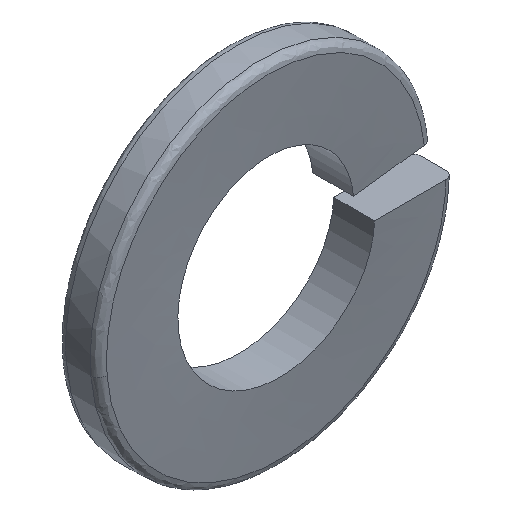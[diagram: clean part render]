
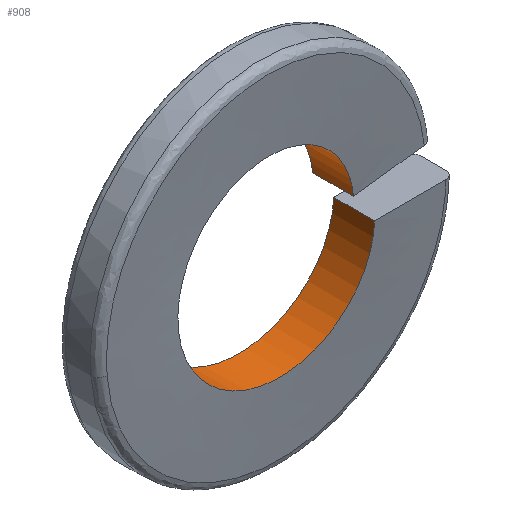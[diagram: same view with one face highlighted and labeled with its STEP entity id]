
A CAD part, isometric view. The second image highlights one B-rep face of the part: STEP entity #908.
In plain terms, the highlighted cylindrical face has radius 2.05 mm (diameter 4.1 mm), a partial arc.
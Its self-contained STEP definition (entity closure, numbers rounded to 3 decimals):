
#143=DIRECTION('',(0.,1.,0.));
#144=VECTOR('',#143,0.9);
#145=CARTESIAN_POINT('',(2.05,0.,0.));
#146=LINE('',#145,#144);
#190=CARTESIAN_POINT('',(2.05,0.9,0.));
#191=CARTESIAN_POINT('',(2.05,0.904,-0.108));
#192=CARTESIAN_POINT('',(2.033,0.912,
-0.324));
#193=CARTESIAN_POINT('',(1.957,0.923,
-0.64));
#194=CARTESIAN_POINT('',(1.832,0.935,
-0.939));
#195=CARTESIAN_POINT('',(1.661,0.946,-1.216));
#196=CARTESIAN_POINT('',(1.449,0.958,-1.462));
#197=CARTESIAN_POINT('',(1.201,0.969,-1.672));
#198=CARTESIAN_POINT('',(0.923,0.981,
-1.84));
#199=CARTESIAN_POINT('',(0.623,0.992,
-1.962));
#200=CARTESIAN_POINT('',(0.306,1.004,-2.036));
#201=CARTESIAN_POINT('',(-0.018,1.015,
-2.058));
#202=CARTESIAN_POINT('',(-0.341,1.027,
-2.03));
#203=CARTESIAN_POINT('',(-0.656,1.038,
-1.951));
#204=CARTESIAN_POINT('',(-0.955,1.05,-1.824));
#205=CARTESIAN_POINT('',(-1.23,1.062,-1.651));
#206=CARTESIAN_POINT('',(-1.474,1.073,-1.437));
#207=CARTESIAN_POINT('',(-1.682,1.085,-1.187));
#208=CARTESIAN_POINT('',(-1.848,1.096,
-0.907));
#209=CARTESIAN_POINT('',(-1.967,1.108,
-0.605));
#210=CARTESIAN_POINT('',(-2.038,1.119,
-0.288));
#211=CARTESIAN_POINT('',(-2.058,1.131,0.036));
#212=CARTESIAN_POINT('',(-2.027,1.142,0.359));
#213=CARTESIAN_POINT('',(-1.945,1.154,0.673));
#214=CARTESIAN_POINT('',(-1.815,1.165,0.971));
#215=CARTESIAN_POINT('',(-1.64,1.177,1.244));
#216=CARTESIAN_POINT('',(-1.424,1.188,1.487));
#217=CARTESIAN_POINT('',(-1.172,1.2,1.692));
#218=CARTESIAN_POINT('',(-0.891,1.212,1.856));
#219=CARTESIAN_POINT('',(-0.588,1.223,1.973));
#220=CARTESIAN_POINT('',(-0.271,1.235,2.041));
#221=CARTESIAN_POINT('',(0.054,1.246,2.058));
#222=CARTESIAN_POINT('',(0.377,1.258,2.024));
#223=CARTESIAN_POINT('',(0.69,1.269,1.939));
#224=CARTESIAN_POINT('',(0.987,1.281,1.807));
#225=CARTESIAN_POINT('',(1.259,1.292,1.629));
#226=CARTESIAN_POINT('',(1.499,1.304,1.411));
#227=CARTESIAN_POINT('',(1.702,1.315,1.157));
#228=CARTESIAN_POINT('',(1.863,1.327,0.875));
#229=CARTESIAN_POINT('',(1.978,1.338,0.571));
#230=CARTESIAN_POINT('',(2.021,1.346,0.359));
#231=CARTESIAN_POINT('',(2.034,1.35,0.252));
#271=CARTESIAN_POINT('',(2.05,0.,0.));
#272=CARTESIAN_POINT('',(2.05,0.004,-0.108));
#273=CARTESIAN_POINT('',(2.033,0.012,
-0.324));
#274=CARTESIAN_POINT('',(1.957,0.023,
-0.64));
#275=CARTESIAN_POINT('',(1.832,0.035,
-0.939));
#276=CARTESIAN_POINT('',(1.661,0.046,-1.216));
#277=CARTESIAN_POINT('',(1.449,0.058,-1.462));
#278=CARTESIAN_POINT('',(1.201,0.069,-1.672));
#279=CARTESIAN_POINT('',(0.923,0.081,
-1.84));
#280=CARTESIAN_POINT('',(0.623,0.092,
-1.962));
#281=CARTESIAN_POINT('',(0.306,0.104,
-2.036));
#282=CARTESIAN_POINT('',(-0.018,0.115,
-2.058));
#283=CARTESIAN_POINT('',(-0.341,0.127,
-2.03));
#284=CARTESIAN_POINT('',(-0.656,0.138,
-1.951));
#285=CARTESIAN_POINT('',(-0.955,0.15,-1.824));
#286=CARTESIAN_POINT('',(-1.23,0.162,
-1.651));
#287=CARTESIAN_POINT('',(-1.474,0.173,
-1.437));
#288=CARTESIAN_POINT('',(-1.682,0.185,
-1.187));
#289=CARTESIAN_POINT('',(-1.848,0.196,
-0.907));
#290=CARTESIAN_POINT('',(-1.967,0.208,
-0.605));
#291=CARTESIAN_POINT('',(-2.038,0.219,
-0.288));
#292=CARTESIAN_POINT('',(-2.058,0.231,
0.036));
#293=CARTESIAN_POINT('',(-2.027,0.242,
0.359));
#294=CARTESIAN_POINT('',(-1.945,0.254,
0.673));
#295=CARTESIAN_POINT('',(-1.815,0.265,
0.971));
#296=CARTESIAN_POINT('',(-1.64,0.277,1.244));
#297=CARTESIAN_POINT('',(-1.424,0.288,1.487));
#298=CARTESIAN_POINT('',(-1.172,0.3,1.692));
#299=CARTESIAN_POINT('',(-0.891,0.312,
1.856));
#300=CARTESIAN_POINT('',(-0.588,0.323,
1.973));
#301=CARTESIAN_POINT('',(-0.271,0.335,
2.041));
#302=CARTESIAN_POINT('',(0.054,0.346,2.058));
#303=CARTESIAN_POINT('',(0.377,0.358,2.024));
#304=CARTESIAN_POINT('',(0.69,0.369,1.939));
#305=CARTESIAN_POINT('',(0.987,0.381,1.807));
#306=CARTESIAN_POINT('',(1.259,0.392,1.629));
#307=CARTESIAN_POINT('',(1.499,0.404,1.411));
#308=CARTESIAN_POINT('',(1.702,0.415,1.157));
#309=CARTESIAN_POINT('',(1.863,0.427,0.875));
#310=CARTESIAN_POINT('',(1.978,0.438,0.571));
#311=CARTESIAN_POINT('',(2.021,0.446,0.359));
#312=CARTESIAN_POINT('',(2.034,0.45,0.252));
#565=DIRECTION('',(0.,1.,0.));
#566=VECTOR('',#565,0.9);
#567=CARTESIAN_POINT('',(2.034,0.45,0.252));
#568=LINE('',#567,#566);
#592=CARTESIAN_POINT('',(2.05,0.,0.));
#593=CARTESIAN_POINT('',(2.05,0.9,0.));
#594=VERTEX_POINT('',#592);
#595=VERTEX_POINT('',#593);
#596=CARTESIAN_POINT('',(2.034,0.45,0.252));
#597=CARTESIAN_POINT('',(2.034,1.35,0.252));
#598=VERTEX_POINT('',#596);
#599=VERTEX_POINT('',#597);
#895=CARTESIAN_POINT('',(0.,0.,0.));
#896=DIRECTION('',(0.,1.,0.));
#897=DIRECTION('',(1.,0.,0.));
#898=AXIS2_PLACEMENT_3D('',#895,#896,#897);
#899=CYLINDRICAL_SURFACE('',#898,2.05);
#900=ORIENTED_EDGE('',*,*,#625,.F.);
#902=ORIENTED_EDGE('',*,*,#901,.T.);
#904=ORIENTED_EDGE('',*,*,#903,.T.);
#905=ORIENTED_EDGE('',*,*,#886,.F.);
#906=EDGE_LOOP('',(#900,#902,#904,#905));
#907=FACE_OUTER_BOUND('',#906,.F.);
#232=B_SPLINE_CURVE_WITH_KNOTS('',3,(#190,#191,#192,#193,#194,#195,#196,#197,
#198,#199,#200,#201,#202,#203,#204,#205,#206,#207,#208,#209,#210,#211,#212,#213,
#214,#215,#216,#217,#218,#219,#220,#221,#222,#223,#224,#225,#226,#227,#228,#229,
#230,#231),.UNSPECIFIED.,.F.,.F.,(4,1,1,1,1,1,1,1,1,1,1,1,1,1,1,1,1,1,1,1,1,1,1,
1,1,1,1,1,1,1,1,1,1,1,1,1,1,1,1,4),(0.,0.026,0.051,
0.077,0.103,0.128,0.154,
0.179,0.205,0.231,0.256,
0.282,0.308,0.333,0.359,
0.385,0.41,0.436,0.462,
0.487,0.513,0.538,0.564,
0.59,0.615,0.641,0.667,
0.692,0.718,0.744,0.769,
0.795,0.821,0.846,0.872,
0.897,0.923,0.949,0.974,1.),
.UNSPECIFIED.);
#313=B_SPLINE_CURVE_WITH_KNOTS('',3,(#271,#272,#273,#274,#275,#276,#277,#278,
#279,#280,#281,#282,#283,#284,#285,#286,#287,#288,#289,#290,#291,#292,#293,#294,
#295,#296,#297,#298,#299,#300,#301,#302,#303,#304,#305,#306,#307,#308,#309,#310,
#311,#312),.UNSPECIFIED.,.F.,.F.,(4,1,1,1,1,1,1,1,1,1,1,1,1,1,1,1,1,1,1,1,1,1,1,
1,1,1,1,1,1,1,1,1,1,1,1,1,1,1,1,4),(0.,0.026,0.051,
0.077,0.103,0.128,0.154,
0.179,0.205,0.231,0.256,
0.282,0.308,0.333,0.359,
0.385,0.41,0.436,0.462,
0.487,0.513,0.538,0.564,
0.59,0.615,0.641,0.667,
0.692,0.718,0.744,0.769,
0.795,0.821,0.846,0.872,
0.897,0.923,0.949,0.974,1.),
.UNSPECIFIED.);
#625=EDGE_CURVE('',#594,#595,#146,.T.);
#886=EDGE_CURVE('',#595,#599,#232,.T.);
#901=EDGE_CURVE('',#594,#598,#313,.T.);
#903=EDGE_CURVE('',#598,#599,#568,.T.);
#908=ADVANCED_FACE('',(#907),#899,.F.);
